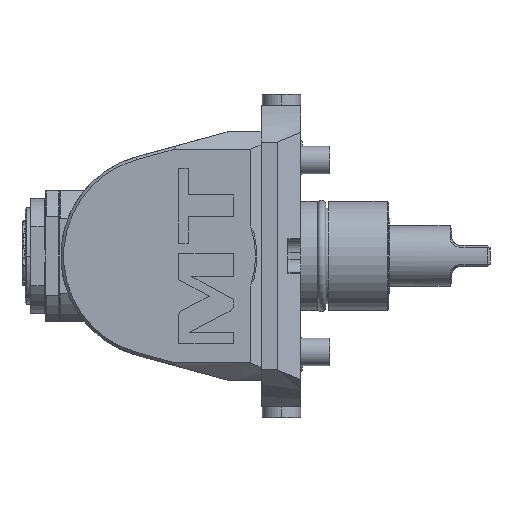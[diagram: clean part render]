
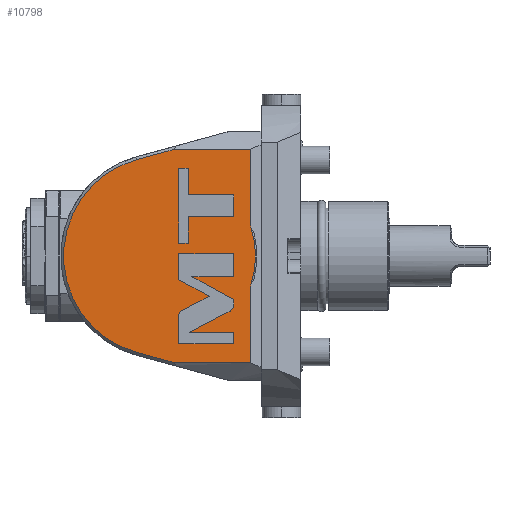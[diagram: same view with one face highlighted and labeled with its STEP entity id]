
A CAD part, front view. The second image highlights one B-rep face of the part: STEP entity #10798.
In plain terms, the highlighted planar face has unit normal (0, -1, 0).
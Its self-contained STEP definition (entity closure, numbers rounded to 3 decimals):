
#2062=DIRECTION('',(-0.965,0.,0.264));
#2063=VECTOR('',#2062,13.938);
#2064=CARTESIAN_POINT('',(-46.189,-47.,-38.884));
#2065=LINE('',#2064,#2063);
#2077=DIRECTION('',(0.,0.,-1.));
#2078=VECTOR('',#2077,28.31);
#2079=CARTESIAN_POINT('',(-18.213,-47.,38.884));
#2080=LINE('',#2079,#2078);
#2081=DIRECTION('',(0.,0.,-1.));
#2082=VECTOR('',#2081,28.31);
#2083=CARTESIAN_POINT('',(-18.213,-47.,-10.574));
#2084=LINE('',#2083,#2082);
#2085=DIRECTION('',(1.,0.,0.));
#2086=VECTOR('',#2085,27.976);
#2087=CARTESIAN_POINT('',(-46.189,-47.,-38.884));
#2088=LINE('',#2087,#2086);
#2089=DIRECTION('',(1.,0.,0.));
#2090=VECTOR('',#2089,27.976);
#2091=CARTESIAN_POINT('',(-46.189,-47.,38.884));
#2092=LINE('',#2091,#2090);
#2093=CARTESIAN_POINT('',(-43.198,-47.,-19.771));
#2094=CARTESIAN_POINT('',(-44.001,-47.,-20.186));
#2095=CARTESIAN_POINT('',(-44.5,-47.,-21.006));
#2096=CARTESIAN_POINT('',(-44.5,-47.,-21.91));
#2098=DIRECTION('',(0.,0.,-1.));
#2099=VECTOR('',#2098,10.054);
#2100=CARTESIAN_POINT('',(-44.5,-47.,-21.91));
#2101=LINE('',#2100,#2099);
#2102=DIRECTION('',(1.,0.,0.));
#2103=VECTOR('',#2102,20.);
#2104=CARTESIAN_POINT('',(-44.5,-47.,-31.964));
#2105=LINE('',#2104,#2103);
#2106=DIRECTION('',(0.,0.,1.));
#2107=VECTOR('',#2106,4.16);
#2108=CARTESIAN_POINT('',(-24.5,-47.,-31.964));
#2109=LINE('',#2108,#2107);
#2110=DIRECTION('',(-1.,0.,0.));
#2111=VECTOR('',#2110,16.202);
#2112=CARTESIAN_POINT('',(-24.5,-47.,-27.804));
#2113=LINE('',#2112,#2111);
#2114=DIRECTION('',(0.888,0.,0.459));
#2115=VECTOR('',#2114,16.774);
#2116=CARTESIAN_POINT('',(-40.702,-47.,-27.804));
#2117=LINE('',#2116,#2115);
#2118=CARTESIAN_POINT('',(-25.802,-47.,-20.1));
#2119=CARTESIAN_POINT('',(-24.998,-47.,-19.684));
#2120=CARTESIAN_POINT('',(-24.5,-47.,-18.863));
#2121=CARTESIAN_POINT('',(-24.5,-47.,-17.958));
#2123=DIRECTION('',(0.,0.,1.));
#2124=VECTOR('',#2123,2.086);
#2125=CARTESIAN_POINT('',(-24.5,-47.,-17.958));
#2126=LINE('',#2125,#2124);
#2127=DIRECTION('',(-0.877,0.,0.481));
#2128=VECTOR('',#2127,17.353);
#2129=CARTESIAN_POINT('',(-24.5,-47.,-15.872));
#2130=LINE('',#2129,#2128);
#2131=DIRECTION('',(1.,0.,0.));
#2132=VECTOR('',#2131,15.212);
#2133=CARTESIAN_POINT('',(-39.712,-47.,-7.522));
#2134=LINE('',#2133,#2132);
#2135=DIRECTION('',(0.,0.,1.));
#2136=VECTOR('',#2135,8.416);
#2137=CARTESIAN_POINT('',(-24.5,-47.,-7.522));
#2138=LINE('',#2137,#2136);
#2139=DIRECTION('',(-1.,0.,0.));
#2140=VECTOR('',#2139,20.);
#2141=CARTESIAN_POINT('',(-24.5,-47.,0.894));
#2142=LINE('',#2141,#2140);
#2143=DIRECTION('',(0.,0.,-1.));
#2144=VECTOR('',#2143,9.488);
#2145=CARTESIAN_POINT('',(-44.5,-47.,0.894));
#2146=LINE('',#2145,#2144);
#2147=DIRECTION('',(0.877,0.,-0.481));
#2148=VECTOR('',#2147,12.681);
#2149=CARTESIAN_POINT('',(-44.5,-47.,-8.594));
#2150=LINE('',#2149,#2148);
#2151=DIRECTION('',(-0.888,0.,-0.459));
#2152=VECTOR('',#2151,11.049);
#2153=CARTESIAN_POINT('',(-33.384,-47.,-14.696));
#2154=LINE('',#2153,#2152);
#2155=DIRECTION('',(1.,0.,0.));
#2156=VECTOR('',#2155,16.594);
#2157=CARTESIAN_POINT('',(-41.094,-47.,14.344));
#2158=LINE('',#2157,#2156);
#2159=DIRECTION('',(0.,0.,1.));
#2160=VECTOR('',#2159,7.922);
#2161=CARTESIAN_POINT('',(-24.5,-47.,14.344));
#2162=LINE('',#2161,#2160);
#2163=DIRECTION('',(-1.,0.,0.));
#2164=VECTOR('',#2163,16.594);
#2165=CARTESIAN_POINT('',(-24.5,-47.,22.266));
#2166=LINE('',#2165,#2164);
#2167=DIRECTION('',(0.,0.,1.));
#2168=VECTOR('',#2167,9.696);
#2169=CARTESIAN_POINT('',(-41.094,-47.,22.266));
#2170=LINE('',#2169,#2168);
#2171=DIRECTION('',(-1.,0.,0.));
#2172=VECTOR('',#2171,3.406);
#2173=CARTESIAN_POINT('',(-41.094,-47.,31.962));
#2174=LINE('',#2173,#2172);
#2175=DIRECTION('',(0.,0.,-1.));
#2176=VECTOR('',#2175,27.314);
#2177=CARTESIAN_POINT('',(-44.5,-47.,31.962));
#2178=LINE('',#2177,#2176);
#2179=DIRECTION('',(1.,0.,0.));
#2180=VECTOR('',#2179,3.406);
#2181=CARTESIAN_POINT('',(-44.5,-47.,4.648));
#2182=LINE('',#2181,#2180);
#2183=DIRECTION('',(0.,0.,1.));
#2184=VECTOR('',#2183,9.696);
#2185=CARTESIAN_POINT('',(-41.094,-47.,4.648));
#2186=LINE('',#2185,#2184);
#2195=CARTESIAN_POINT('',(-18.213,-47.,10.574));
#2203=CARTESIAN_POINT('',(-18.213,-47.,38.884));
#2205=CARTESIAN_POINT('',(-18.213,-47.,-38.884));
#2213=CARTESIAN_POINT('',(-18.213,-47.,-10.574));
#2220=CARTESIAN_POINT('',(-50.,-47.,0.));
#2221=DIRECTION('',(0.,-1.,0.));
#2222=DIRECTION('',(0.949,0.,-0.316));
#2223=AXIS2_PLACEMENT_3D('',#2220,#2221,#2222);
#2225=CARTESIAN_POINT('',(-50.,-47.,0.));
#2226=DIRECTION('',(0.,1.,0.));
#2227=DIRECTION('',(-0.264,0.,-0.965));
#2228=AXIS2_PLACEMENT_3D('',#2225,#2226,#2227);
#2239=DIRECTION('',(-0.965,0.,-0.264));
#2240=VECTOR('',#2239,13.938);
#2241=CARTESIAN_POINT('',(-46.189,-47.,38.884));
#2242=LINE('',#2241,#2240);
#7912=VERTEX_POINT('',#2203);
#7913=VERTEX_POINT('',#2205);
#7930=CARTESIAN_POINT('',(-46.189,-47.,-38.884));
#7931=CARTESIAN_POINT('',(-59.633,-47.,-35.206));
#7932=VERTEX_POINT('',#7930);
#7933=VERTEX_POINT('',#7931);
#7938=CARTESIAN_POINT('',(-59.633,-47.,35.206));
#7939=VERTEX_POINT('',#7938);
#7942=CARTESIAN_POINT('',(-46.189,-47.,38.884));
#7943=VERTEX_POINT('',#7942);
#8371=VERTEX_POINT('',#2195);
#8372=VERTEX_POINT('',#2213);
#8844=CARTESIAN_POINT('',(-43.198,-47.,-19.771));
#8845=VERTEX_POINT('',#8844);
#8846=CARTESIAN_POINT('',(-44.5,-47.,-21.91));
#8847=VERTEX_POINT('',#8846);
#8848=CARTESIAN_POINT('',(-44.5,-47.,-31.964));
#8849=VERTEX_POINT('',#8848);
#8850=CARTESIAN_POINT('',(-24.5,-47.,-31.964));
#8851=VERTEX_POINT('',#8850);
#8852=CARTESIAN_POINT('',(-24.5,-47.,-27.804));
#8853=VERTEX_POINT('',#8852);
#8854=CARTESIAN_POINT('',(-40.702,-47.,-27.804));
#8855=VERTEX_POINT('',#8854);
#8856=CARTESIAN_POINT('',(-25.802,-47.,-20.1));
#8857=VERTEX_POINT('',#8856);
#8858=CARTESIAN_POINT('',(-24.5,-47.,-17.958));
#8859=VERTEX_POINT('',#8858);
#8860=CARTESIAN_POINT('',(-24.5,-47.,-15.872));
#8861=VERTEX_POINT('',#8860);
#8862=CARTESIAN_POINT('',(-39.712,-47.,-7.522));
#8863=VERTEX_POINT('',#8862);
#8864=CARTESIAN_POINT('',(-24.5,-47.,-7.522));
#8865=VERTEX_POINT('',#8864);
#8866=CARTESIAN_POINT('',(-24.5,-47.,0.894));
#8867=VERTEX_POINT('',#8866);
#8868=CARTESIAN_POINT('',(-44.5,-47.,0.894));
#8869=VERTEX_POINT('',#8868);
#8870=CARTESIAN_POINT('',(-44.5,-47.,-8.594));
#8871=VERTEX_POINT('',#8870);
#8872=CARTESIAN_POINT('',(-33.384,-47.,-14.696));
#8873=VERTEX_POINT('',#8872);
#8874=CARTESIAN_POINT('',(-41.094,-47.,14.344));
#8875=VERTEX_POINT('',#8874);
#8876=CARTESIAN_POINT('',(-24.5,-47.,14.344));
#8877=VERTEX_POINT('',#8876);
#8878=CARTESIAN_POINT('',(-24.5,-47.,22.266));
#8879=VERTEX_POINT('',#8878);
#8880=CARTESIAN_POINT('',(-41.094,-47.,22.266));
#8881=VERTEX_POINT('',#8880);
#8882=CARTESIAN_POINT('',(-41.094,-47.,31.962));
#8883=VERTEX_POINT('',#8882);
#8884=CARTESIAN_POINT('',(-44.5,-47.,31.962));
#8885=VERTEX_POINT('',#8884);
#8886=CARTESIAN_POINT('',(-44.5,-47.,4.648));
#8887=VERTEX_POINT('',#8886);
#8888=CARTESIAN_POINT('',(-41.094,-47.,4.648));
#8889=VERTEX_POINT('',#8888);
#10727=CARTESIAN_POINT('',(-110.,-47.,45.5));
#10728=DIRECTION('',(0.,-1.,0.));
#10729=DIRECTION('',(0.,0.,-1.));
#10730=AXIS2_PLACEMENT_3D('',#10727,#10728,#10729);
#10731=PLANE('',#10730);
#10733=ORIENTED_EDGE('',*,*,#10732,.T.);
#10735=ORIENTED_EDGE('',*,*,#10734,.F.);
#10737=ORIENTED_EDGE('',*,*,#10736,.T.);
#10739=ORIENTED_EDGE('',*,*,#10738,.F.);
#10740=ORIENTED_EDGE('',*,*,#10717,.T.);
#10742=ORIENTED_EDGE('',*,*,#10741,.T.);
#10744=ORIENTED_EDGE('',*,*,#10743,.F.);
#10745=ORIENTED_EDGE('',*,*,#9068,.T.);
#10746=EDGE_LOOP('',(#10733,#10735,#10737,#10739,#10740,#10742,#10744,#10745));
#10747=FACE_OUTER_BOUND('',#10746,.F.);
#10749=ORIENTED_EDGE('',*,*,#10748,.T.);
#10751=ORIENTED_EDGE('',*,*,#10750,.T.);
#10753=ORIENTED_EDGE('',*,*,#10752,.T.);
#10755=ORIENTED_EDGE('',*,*,#10754,.T.);
#10757=ORIENTED_EDGE('',*,*,#10756,.T.);
#10759=ORIENTED_EDGE('',*,*,#10758,.T.);
#10761=ORIENTED_EDGE('',*,*,#10760,.T.);
#10763=ORIENTED_EDGE('',*,*,#10762,.T.);
#10765=ORIENTED_EDGE('',*,*,#10764,.T.);
#10767=ORIENTED_EDGE('',*,*,#10766,.T.);
#10769=ORIENTED_EDGE('',*,*,#10768,.T.);
#10771=ORIENTED_EDGE('',*,*,#10770,.T.);
#10773=ORIENTED_EDGE('',*,*,#10772,.T.);
#10775=ORIENTED_EDGE('',*,*,#10774,.T.);
#10777=ORIENTED_EDGE('',*,*,#10776,.T.);
#10778=EDGE_LOOP('',(#10749,#10751,#10753,#10755,#10757,#10759,#10761,#10763,
#10765,#10767,#10769,#10771,#10773,#10775,#10777));
#10779=FACE_BOUND('',#10778,.F.);
#10781=ORIENTED_EDGE('',*,*,#10780,.T.);
#10783=ORIENTED_EDGE('',*,*,#10782,.T.);
#10785=ORIENTED_EDGE('',*,*,#10784,.T.);
#10787=ORIENTED_EDGE('',*,*,#10786,.T.);
#10789=ORIENTED_EDGE('',*,*,#10788,.T.);
#10791=ORIENTED_EDGE('',*,*,#10790,.T.);
#10793=ORIENTED_EDGE('',*,*,#10792,.T.);
#10795=ORIENTED_EDGE('',*,*,#10794,.T.);
#10796=EDGE_LOOP('',(#10781,#10783,#10785,#10787,#10789,#10791,#10793,#10795));
#10797=FACE_BOUND('',#10796,.F.);
#10798=ADVANCED_FACE('',(#10747,#10779,#10797),#10731,.T.);
#2097=B_SPLINE_CURVE_WITH_KNOTS('',3,(#2093,#2094,#2095,#2096),.UNSPECIFIED.,
.F.,.F.,(4,4),(0.,1.),.UNSPECIFIED.);
#2122=B_SPLINE_CURVE_WITH_KNOTS('',3,(#2118,#2119,#2120,#2121),.UNSPECIFIED.,
.F.,.F.,(4,4),(0.,1.),.UNSPECIFIED.);
#2224=CIRCLE('',#2223,33.5);
#2229=CIRCLE('',#2228,36.5);
#9068=EDGE_CURVE('',#7943,#7912,#2092,.T.);
#10717=EDGE_CURVE('',#7932,#7933,#2065,.T.);
#10732=EDGE_CURVE('',#7912,#8371,#2080,.T.);
#10734=EDGE_CURVE('',#8372,#8371,#2224,.T.);
#10736=EDGE_CURVE('',#8372,#7913,#2084,.T.);
#10738=EDGE_CURVE('',#7932,#7913,#2088,.T.);
#10741=EDGE_CURVE('',#7933,#7939,#2229,.T.);
#10743=EDGE_CURVE('',#7943,#7939,#2242,.T.);
#10748=EDGE_CURVE('',#8845,#8847,#2097,.T.);
#10750=EDGE_CURVE('',#8847,#8849,#2101,.T.);
#10752=EDGE_CURVE('',#8849,#8851,#2105,.T.);
#10754=EDGE_CURVE('',#8851,#8853,#2109,.T.);
#10756=EDGE_CURVE('',#8853,#8855,#2113,.T.);
#10758=EDGE_CURVE('',#8855,#8857,#2117,.T.);
#10760=EDGE_CURVE('',#8857,#8859,#2122,.T.);
#10762=EDGE_CURVE('',#8859,#8861,#2126,.T.);
#10764=EDGE_CURVE('',#8861,#8863,#2130,.T.);
#10766=EDGE_CURVE('',#8863,#8865,#2134,.T.);
#10768=EDGE_CURVE('',#8865,#8867,#2138,.T.);
#10770=EDGE_CURVE('',#8867,#8869,#2142,.T.);
#10772=EDGE_CURVE('',#8869,#8871,#2146,.T.);
#10774=EDGE_CURVE('',#8871,#8873,#2150,.T.);
#10776=EDGE_CURVE('',#8873,#8845,#2154,.T.);
#10780=EDGE_CURVE('',#8875,#8877,#2158,.T.);
#10782=EDGE_CURVE('',#8877,#8879,#2162,.T.);
#10784=EDGE_CURVE('',#8879,#8881,#2166,.T.);
#10786=EDGE_CURVE('',#8881,#8883,#2170,.T.);
#10788=EDGE_CURVE('',#8883,#8885,#2174,.T.);
#10790=EDGE_CURVE('',#8885,#8887,#2178,.T.);
#10792=EDGE_CURVE('',#8887,#8889,#2182,.T.);
#10794=EDGE_CURVE('',#8889,#8875,#2186,.T.);
